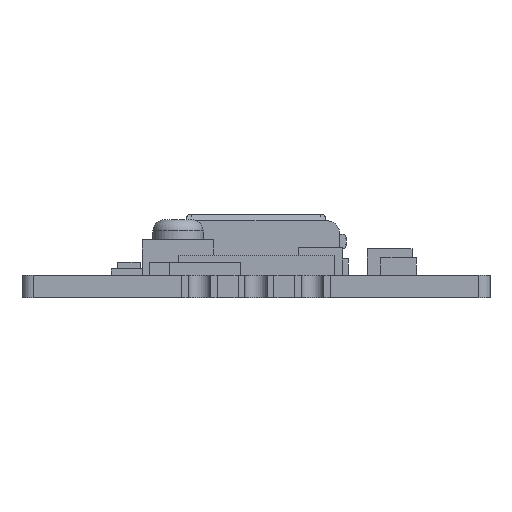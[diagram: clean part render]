
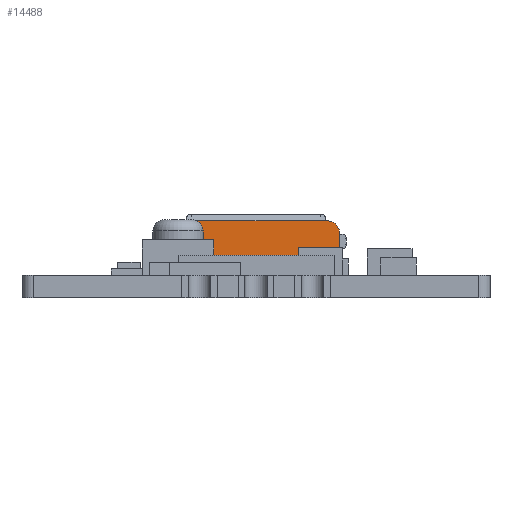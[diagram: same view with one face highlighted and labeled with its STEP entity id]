
A CAD part, front view. The second image highlights one B-rep face of the part: STEP entity #14488.
In plain terms, the highlighted planar face has unit normal (0, -1, 0).
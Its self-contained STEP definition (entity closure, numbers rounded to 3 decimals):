
#14282 = VERTEX_POINT('',#14283);
#14283 = CARTESIAN_POINT('',(-3.589,-2.5,0.765));
#14289 = EDGE_CURVE('',#14290,#14282,#14292,.T.);
#14290 = VERTEX_POINT('',#14291);
#14291 = CARTESIAN_POINT('',(-3.75,-2.5,1.154));
#14292 = CIRCLE('',#14293,0.55);
#14293 = AXIS2_PLACEMENT_3D('',#14294,#14295,#14296);
#14294 = CARTESIAN_POINT('',(-3.2,-2.5,1.154));
#14295 = DIRECTION('',(0.,-1.,0.));
#14296 = DIRECTION('',(0.,0.,-1.));
#14314 = VERTEX_POINT('',#14315);
#14315 = CARTESIAN_POINT('',(-2.985,-2.5,0.161));
#14321 = EDGE_CURVE('',#14314,#14282,#14322,.T.);
#14322 = LINE('',#14323,#14324);
#14323 = CARTESIAN_POINT('',(-2.824,-2.5,0.));
#14324 = VECTOR('',#14325,1.);
#14325 = DIRECTION('',(-0.707,0.,
    0.707));
#14338 = EDGE_CURVE('',#14339,#14314,#14341,.T.);
#14339 = VERTEX_POINT('',#14340);
#14340 = CARTESIAN_POINT('',(-2.596,-2.5,0.));
#14341 = CIRCLE('',#14342,0.55);
#14342 = AXIS2_PLACEMENT_3D('',#14343,#14344,#14345);
#14343 = CARTESIAN_POINT('',(-2.596,-2.5,0.55));
#14344 = DIRECTION('',(0.,1.,0.));
#14345 = DIRECTION('',(0.,0.,-1.));
#14462 = VERTEX_POINT('',#14463);
#14463 = CARTESIAN_POINT('',(2.985,-2.5,0.161));
#14469 = EDGE_CURVE('',#14470,#14462,#14472,.T.);
#14470 = VERTEX_POINT('',#14471);
#14471 = CARTESIAN_POINT('',(2.596,-2.5,0.));
#14472 = CIRCLE('',#14473,0.55);
#14473 = AXIS2_PLACEMENT_3D('',#14474,#14475,#14476);
#14474 = CARTESIAN_POINT('',(2.596,-2.5,0.55));
#14475 = DIRECTION('',(0.,-1.,0.));
#14476 = DIRECTION('',(0.,0.,-1.));
#14488 = ADVANCED_FACE('',(#14489),#14558,.F.);
#14489 = FACE_BOUND('',#14490,.F.);
#14490 = EDGE_LOOP('',(#14491,#14497,#14498,#14499,#14500,#14508,#14517,
    #14525,#14534,#14542,#14551,#14557));
#14491 = ORIENTED_EDGE('',*,*,#14492,.F.);
#14492 = EDGE_CURVE('',#14339,#14470,#14493,.T.);
#14493 = LINE('',#14494,#14495);
#14494 = CARTESIAN_POINT('',(-2.824,-2.5,0.));
#14495 = VECTOR('',#14496,1.);
#14496 = DIRECTION('',(1.,0.,0.));
#14497 = ORIENTED_EDGE('',*,*,#14338,.T.);
#14498 = ORIENTED_EDGE('',*,*,#14321,.T.);
#14499 = ORIENTED_EDGE('',*,*,#14289,.F.);
#14500 = ORIENTED_EDGE('',*,*,#14501,.T.);
#14501 = EDGE_CURVE('',#14290,#14502,#14504,.T.);
#14502 = VERTEX_POINT('',#14503);
#14503 = CARTESIAN_POINT('',(-3.75,-2.5,1.9));
#14504 = LINE('',#14505,#14506);
#14505 = CARTESIAN_POINT('',(-3.75,-2.5,0.926));
#14506 = VECTOR('',#14507,1.);
#14507 = DIRECTION('',(0.,0.,1.));
#14508 = ORIENTED_EDGE('',*,*,#14509,.F.);
#14509 = EDGE_CURVE('',#14510,#14502,#14512,.T.);
#14510 = VERTEX_POINT('',#14511);
#14511 = CARTESIAN_POINT('',(-3.2,-2.5,2.45));
#14512 = CIRCLE('',#14513,0.55);
#14513 = AXIS2_PLACEMENT_3D('',#14514,#14515,#14516);
#14514 = CARTESIAN_POINT('',(-3.2,-2.5,1.9));
#14515 = DIRECTION('',(0.,-1.,0.));
#14516 = DIRECTION('',(0.,0.,-1.));
#14517 = ORIENTED_EDGE('',*,*,#14518,.T.);
#14518 = EDGE_CURVE('',#14510,#14519,#14521,.T.);
#14519 = VERTEX_POINT('',#14520);
#14520 = CARTESIAN_POINT('',(3.2,-2.5,2.45));
#14521 = LINE('',#14522,#14523);
#14522 = CARTESIAN_POINT('',(-3.75,-2.5,2.45));
#14523 = VECTOR('',#14524,1.);
#14524 = DIRECTION('',(1.,0.,0.));
#14525 = ORIENTED_EDGE('',*,*,#14526,.F.);
#14526 = EDGE_CURVE('',#14527,#14519,#14529,.T.);
#14527 = VERTEX_POINT('',#14528);
#14528 = CARTESIAN_POINT('',(3.75,-2.5,1.9));
#14529 = CIRCLE('',#14530,0.55);
#14530 = AXIS2_PLACEMENT_3D('',#14531,#14532,#14533);
#14531 = CARTESIAN_POINT('',(3.2,-2.5,1.9));
#14532 = DIRECTION('',(0.,-1.,0.));
#14533 = DIRECTION('',(0.,0.,-1.));
#14534 = ORIENTED_EDGE('',*,*,#14535,.T.);
#14535 = EDGE_CURVE('',#14527,#14536,#14538,.T.);
#14536 = VERTEX_POINT('',#14537);
#14537 = CARTESIAN_POINT('',(3.75,-2.5,1.154));
#14538 = LINE('',#14539,#14540);
#14539 = CARTESIAN_POINT('',(3.75,-2.5,2.45));
#14540 = VECTOR('',#14541,1.);
#14541 = DIRECTION('',(0.,0.,-1.));
#14542 = ORIENTED_EDGE('',*,*,#14543,.F.);
#14543 = EDGE_CURVE('',#14544,#14536,#14546,.T.);
#14544 = VERTEX_POINT('',#14545);
#14545 = CARTESIAN_POINT('',(3.589,-2.5,0.765));
#14546 = CIRCLE('',#14547,0.55);
#14547 = AXIS2_PLACEMENT_3D('',#14548,#14549,#14550);
#14548 = CARTESIAN_POINT('',(3.2,-2.5,1.154));
#14549 = DIRECTION('',(0.,-1.,0.));
#14550 = DIRECTION('',(0.,0.,-1.));
#14551 = ORIENTED_EDGE('',*,*,#14552,.T.);
#14552 = EDGE_CURVE('',#14544,#14462,#14553,.T.);
#14553 = LINE('',#14554,#14555);
#14554 = CARTESIAN_POINT('',(3.75,-2.5,0.926));
#14555 = VECTOR('',#14556,1.);
#14556 = DIRECTION('',(-0.707,0.,
    -0.707));
#14557 = ORIENTED_EDGE('',*,*,#14469,.F.);
#14558 = PLANE('',#14559);
#14559 = AXIS2_PLACEMENT_3D('',#14560,#14561,#14562);
#14560 = CARTESIAN_POINT('',(0.,-2.5,1.314));
#14561 = DIRECTION('',(0.,1.,0.));
#14562 = DIRECTION('',(0.,0.,1.));
